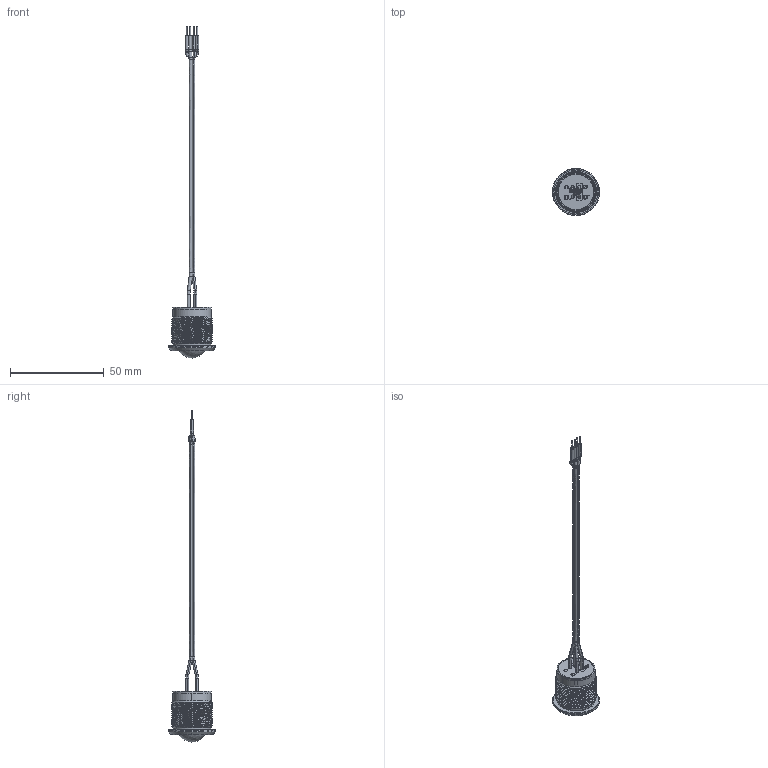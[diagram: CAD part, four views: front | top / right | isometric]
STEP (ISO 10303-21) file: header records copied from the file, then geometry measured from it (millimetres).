
FILE_DESCRIPTION(/* description */ (''),/* implementation_level */ '2;1');
FILE_NAME(/* name */ 'PVL22DWxRx.stp',/* time_stamp */ '2025-11-07T15:27:22-06:00',/* author */ ('jsteinblock'),/* organization */ (''),/* preprocessor_version */ 'ST-DEVELOPER v18.1',/* originating_system */ 'Autodesk Inventor 2022',/* authorisation */ '');
FILE_SCHEMA (('AUTOMOTIVE_DESIGN { 1 0 10303 214 3 1 1 }'));
Products named in the file (1): PVL22DWxRx
Bounding box: 25 x 25 x 177 mm (x, y, z)
Volume: 3403.1 mm3; surface area: 8974.2 mm2
Topology: 3 solids, 3 shells, 474 faces, 1245 edges, 795 vertices
Faces by surface type: plane 259, bspline 197, cone 8, cylinder 4, torus 4, sphere 2
Full cylindrical faces by diameter (mm): 0.48 x4
Entity records: 42635 total; most frequent: CARTESIAN_POINT 32226, ORIENTED_EDGE 2486, DIRECTION 1520, EDGE_CURVE 1243, LINE 800, VECTOR 800, VERTEX_POINT 795, EDGE_LOOP 504
